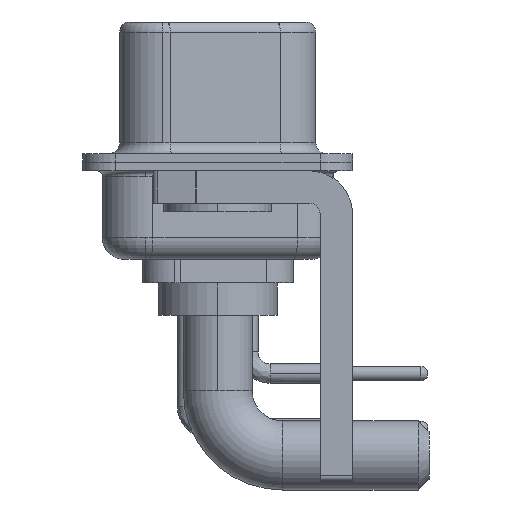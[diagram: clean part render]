
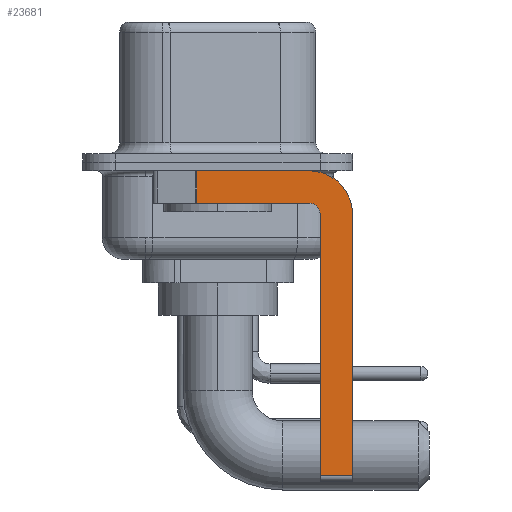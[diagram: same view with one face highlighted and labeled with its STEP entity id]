
A CAD part, left-side view. The second image highlights one B-rep face of the part: STEP entity #23681.
In plain terms, the highlighted planar face has unit normal (-1, 0, 0).
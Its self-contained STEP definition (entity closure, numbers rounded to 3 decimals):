
#512 = CARTESIAN_POINT ( 'NONE',  ( -2.9, -4.75, -14.55 ) ) ;
#1190 = EDGE_CURVE ( 'NONE', #6240, #14864, #16317, .T. ) ;
#2707 = CARTESIAN_POINT ( 'NONE',  ( -2.9, -4.25, -2.4 ) ) ;
#3488 = AXIS2_PLACEMENT_3D ( 'NONE', #18218, #11573, #16006 ) ;
#3821 = VERTEX_POINT ( 'NONE', #6227 ) ;
#4898 = CARTESIAN_POINT ( 'NONE',  ( -2.9, -4.25, -14.55 ) ) ;
#5378 = DIRECTION ( 'NONE',  ( 0., -1., 0. ) ) ;
#5770 = AXIS2_PLACEMENT_3D ( 'NONE', #27074, #6170, #15815 ) ;
#5887 = EDGE_CURVE ( 'NONE', #28981, #25167, #10025, .T. ) ;
#6170 = DIRECTION ( 'NONE',  ( -1., 0., 0. ) ) ;
#6227 = CARTESIAN_POINT ( 'NONE',  ( -2.9, -6.25, -2.4 ) ) ;
#6240 = VERTEX_POINT ( 'NONE', #512 ) ;
#6498 = ORIENTED_EDGE ( 'NONE', *, *, #5887, .F. ) ;
#6616 = CARTESIAN_POINT ( 'NONE',  ( -2.9, 3., -0.4 ) ) ;
#6707 = ORIENTED_EDGE ( 'NONE', *, *, #17170, .F. ) ;
#7070 = EDGE_CURVE ( 'NONE', #22508, #28981, #9570, .T. ) ;
#7199 = CARTESIAN_POINT ( 'NONE',  ( -2.9, -4.75, -14.8 ) ) ;
#9046 = PLANE ( 'NONE',  #3488 ) ;
#9109 = CARTESIAN_POINT ( 'NONE',  ( -2.9, -4.75, -2.4 ) ) ;
#9570 = CIRCLE ( 'NONE', #5770, 0.5 ) ;
#9594 = CARTESIAN_POINT ( 'NONE',  ( -2.9, -4.25, -0.4 ) ) ;
#10025 = LINE ( 'NONE', #16989, #26567 ) ;
#11285 = CARTESIAN_POINT ( 'NONE',  ( -2.9, -6.25, -2.4 ) ) ;
#11573 = DIRECTION ( 'NONE',  ( 1., 0., 0. ) ) ;
#11602 = CARTESIAN_POINT ( 'NONE',  ( -2.9, 0.978, -0.4 ) ) ;
#11889 = DIRECTION ( 'NONE',  ( 0., -1., 0. ) ) ;
#11912 = VERTEX_POINT ( 'NONE', #9594 ) ;
#12616 = CIRCLE ( 'NONE', #29160, 2. ) ;
#13377 = CARTESIAN_POINT ( 'NONE',  ( -2.9, 0.978, -1.9 ) ) ;
#13678 = LINE ( 'NONE', #11285, #28824 ) ;
#13764 = EDGE_CURVE ( 'NONE', #6240, #22508, #15373, .T. ) ;
#13816 = DIRECTION ( 'NONE',  ( 0., 0., -1. ) ) ;
#14162 = DIRECTION ( 'NONE',  ( 0., 0., -1. ) ) ;
#14563 = VECTOR ( 'NONE', #25569, 1000. ) ;
#14776 = DIRECTION ( 'NONE',  ( 0., 1., 0. ) ) ;
#14864 = VERTEX_POINT ( 'NONE', #28258 ) ;
#15373 = LINE ( 'NONE', #7199, #14563 ) ;
#15730 = DIRECTION ( 'NONE',  ( 0., 0., -1. ) ) ;
#15815 = DIRECTION ( 'NONE',  ( 0., 0., 1. ) ) ;
#16006 = DIRECTION ( 'NONE',  ( 0., 0., -1. ) ) ;
#16165 = LINE ( 'NONE', #13377, #18902 ) ;
#16317 = LINE ( 'NONE', #4898, #29128 ) ;
#16810 = VECTOR ( 'NONE', #5378, 1000. ) ;
#16989 = CARTESIAN_POINT ( 'NONE',  ( -2.9, -4.25, -1.9 ) ) ;
#17170 = EDGE_CURVE ( 'NONE', #3821, #14864, #13678, .T. ) ;
#17593 = LINE ( 'NONE', #6616, #16810 ) ;
#18218 = CARTESIAN_POINT ( 'NONE',  ( -2.9, -4.25, -2.4 ) ) ;
#18403 = ORIENTED_EDGE ( 'NONE', *, *, #23915, .F. ) ;
#18464 = ORIENTED_EDGE ( 'NONE', *, *, #13764, .F. ) ;
#18902 = VECTOR ( 'NONE', #13816, 1000. ) ;
#20944 = ORIENTED_EDGE ( 'NONE', *, *, #1190, .T. ) ;
#21696 = EDGE_LOOP ( 'NONE', ( #18403, #24871, #6498, #28985, #18464, #20944, #6707, #29067 ) ) ;
#21886 = CARTESIAN_POINT ( 'NONE',  ( -2.9, 0.978, -1.9 ) ) ;
#22508 = VERTEX_POINT ( 'NONE', #9109 ) ;
#23681 = ADVANCED_FACE ( 'NONE', ( #27120 ), #9046, .F. ) ;
#23716 = CARTESIAN_POINT ( 'NONE',  ( -2.9, -4.25, -1.9 ) ) ;
#23915 = EDGE_CURVE ( 'NONE', #25766, #11912, #17593, .T. ) ;
#24871 = ORIENTED_EDGE ( 'NONE', *, *, #29234, .T. ) ;
#25167 = VERTEX_POINT ( 'NONE', #21886 ) ;
#25308 = EDGE_CURVE ( 'NONE', #11912, #3821, #12616, .T. ) ;
#25569 = DIRECTION ( 'NONE',  ( 0., 0., 1. ) ) ;
#25766 = VERTEX_POINT ( 'NONE', #11602 ) ;
#26567 = VECTOR ( 'NONE', #14776, 1000. ) ;
#27074 = CARTESIAN_POINT ( 'NONE',  ( -2.9, -4.25, -2.4 ) ) ;
#27120 = FACE_OUTER_BOUND ( 'NONE', #21696, .T. ) ;
#27621 = DIRECTION ( 'NONE',  ( 1., 0., 0. ) ) ;
#28258 = CARTESIAN_POINT ( 'NONE',  ( -2.9, -6.25, -14.55 ) ) ;
#28824 = VECTOR ( 'NONE', #15730, 1000. ) ;
#28981 = VERTEX_POINT ( 'NONE', #23716 ) ;
#28985 = ORIENTED_EDGE ( 'NONE', *, *, #7070, .F. ) ;
#29067 = ORIENTED_EDGE ( 'NONE', *, *, #25308, .F. ) ;
#29128 = VECTOR ( 'NONE', #11889, 1000. ) ;
#29160 = AXIS2_PLACEMENT_3D ( 'NONE', #2707, #27621, #14162 ) ;
#29234 = EDGE_CURVE ( 'NONE', #25766, #25167, #16165, .T. ) ;
